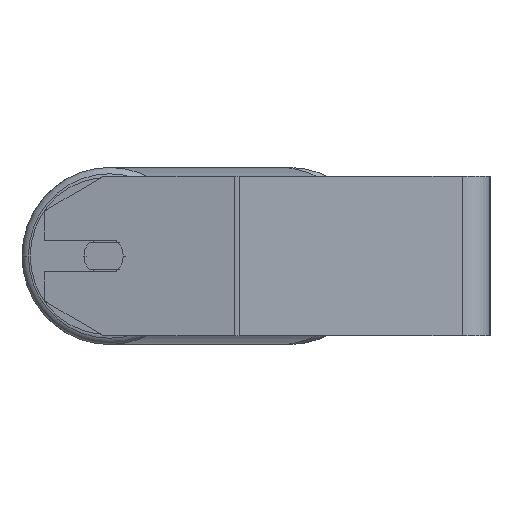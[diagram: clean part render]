
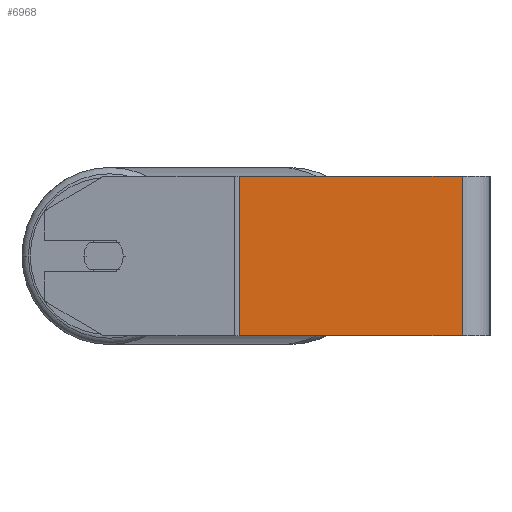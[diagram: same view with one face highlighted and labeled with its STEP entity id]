
A CAD part, left-side view. The second image highlights one B-rep face of the part: STEP entity #6968.
In plain terms, the highlighted planar face has unit normal (-1, 0, 0).
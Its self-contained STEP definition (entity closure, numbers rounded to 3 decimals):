
#260 = EDGE_CURVE ( 'NONE', #1583, #6330, #1691, .T. ) ;
#290 = EDGE_CURVE ( 'NONE', #4546, #6330, #6724, .T. ) ;
#344 = EDGE_LOOP ( 'NONE', ( #5601, #3120, #1972, #6978 ) ) ;
#544 = DIRECTION ( 'NONE',  ( 0., 0., -1. ) ) ;
#584 = CARTESIAN_POINT ( 'NONE',  ( -800., 125.941, 40. ) ) ;
#1025 = DIRECTION ( 'NONE',  ( 0., 0., -1. ) ) ;
#1548 = EDGE_CURVE ( 'NONE', #8673, #1583, #5199, .T. ) ;
#1583 = VERTEX_POINT ( 'NONE', #5052 ) ;
#1691 = LINE ( 'NONE', #1731, #8145 ) ;
#1731 = CARTESIAN_POINT ( 'NONE',  ( -800., 14., 40. ) ) ;
#1871 = FACE_OUTER_BOUND ( 'NONE', #344, .T. ) ;
#1914 = CARTESIAN_POINT ( 'NONE',  ( -800., 127.166, 40. ) ) ;
#1953 = VECTOR ( 'NONE', #4534, 1000. ) ;
#1972 = ORIENTED_EDGE ( 'NONE', *, *, #1548, .F. ) ;
#2267 = EDGE_CURVE ( 'NONE', #8673, #4546, #6642, .T. ) ;
#2477 = DIRECTION ( 'NONE',  ( 1., 0., 0. ) ) ;
#2932 = CARTESIAN_POINT ( 'NONE',  ( -800., 125.941, -40. ) ) ;
#3120 = ORIENTED_EDGE ( 'NONE', *, *, #260, .F. ) ;
#3197 = DIRECTION ( 'NONE',  ( 0., 0., -1. ) ) ;
#3866 = CARTESIAN_POINT ( 'NONE',  ( -800., 127.166, 40. ) ) ;
#4534 = DIRECTION ( 'NONE',  ( 0., -1., 0. ) ) ;
#4546 = VERTEX_POINT ( 'NONE', #2932 ) ;
#4689 = CARTESIAN_POINT ( 'NONE',  ( -800., 14., -40. ) ) ;
#4788 = VECTOR ( 'NONE', #544, 1000. ) ;
#5052 = CARTESIAN_POINT ( 'NONE',  ( -800., 14., 40. ) ) ;
#5199 = LINE ( 'NONE', #3866, #1953 ) ;
#5278 = PLANE ( 'NONE',  #6159 ) ;
#5601 = ORIENTED_EDGE ( 'NONE', *, *, #290, .T. ) ;
#6159 = AXIS2_PLACEMENT_3D ( 'NONE', #1914, #2477, #3197 ) ;
#6330 = VERTEX_POINT ( 'NONE', #4689 ) ;
#6642 = LINE ( 'NONE', #584, #4788 ) ;
#6647 = CARTESIAN_POINT ( 'NONE',  ( -800., 127.166, -40. ) ) ;
#6724 = LINE ( 'NONE', #6647, #7855 ) ;
#6968 = ADVANCED_FACE ( 'NONE', ( #1871 ), #5278, .F. ) ;
#6978 = ORIENTED_EDGE ( 'NONE', *, *, #2267, .T. ) ;
#7487 = CARTESIAN_POINT ( 'NONE',  ( -800., 125.941, 40. ) ) ;
#7855 = VECTOR ( 'NONE', #8650, 1000. ) ;
#8145 = VECTOR ( 'NONE', #1025, 1000. ) ;
#8650 = DIRECTION ( 'NONE',  ( 0., -1., 0. ) ) ;
#8673 = VERTEX_POINT ( 'NONE', #7487 ) ;
